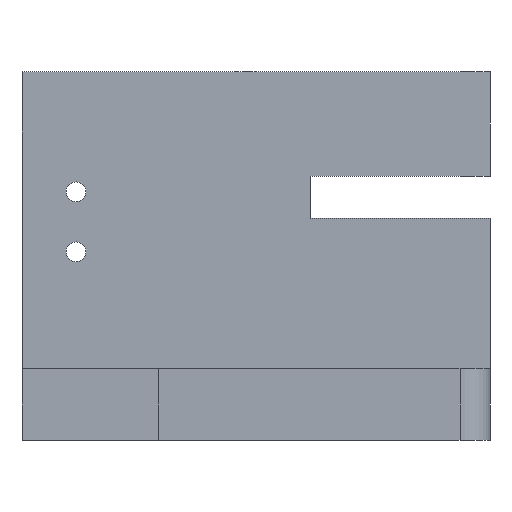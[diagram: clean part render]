
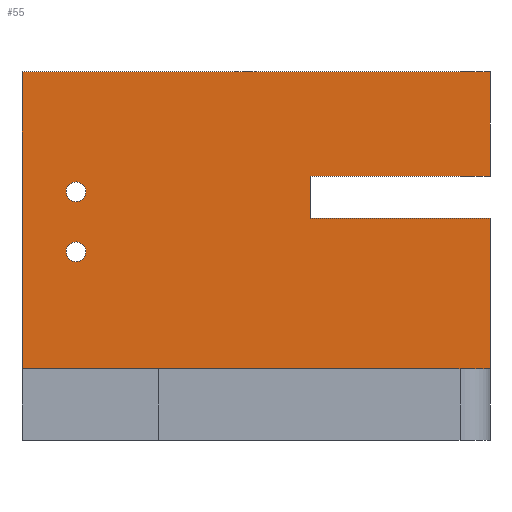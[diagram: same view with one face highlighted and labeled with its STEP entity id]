
A CAD part, front view. The second image highlights one B-rep face of the part: STEP entity #55.
In plain terms, the highlighted planar face has unit normal (0, -1, 0).
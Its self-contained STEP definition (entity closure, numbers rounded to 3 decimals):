
#55=ADVANCED_FACE('',(#122,#123,#124),#125,.T.);
#122=FACE_BOUND('',#207,.T.);
#123=FACE_BOUND('',#208,.T.);
#124=FACE_OUTER_BOUND('',#209,.T.);
#125=PLANE('',#210);
#207=EDGE_LOOP('',(#310));
#208=EDGE_LOOP('',(#311));
#209=EDGE_LOOP('',(#312,#313,#314,#315,#316,#317,#318,#319));
#210=AXIS2_PLACEMENT_3D('',#320,#321,#322);
#310=ORIENTED_EDGE('',*,*,#509,.T.);
#311=ORIENTED_EDGE('',*,*,#510,.T.);
#312=ORIENTED_EDGE('',*,*,#511,.F.);
#313=ORIENTED_EDGE('',*,*,#512,.F.);
#314=ORIENTED_EDGE('',*,*,#513,.F.);
#315=ORIENTED_EDGE('',*,*,#514,.T.);
#316=ORIENTED_EDGE('',*,*,#515,.F.);
#317=ORIENTED_EDGE('',*,*,#503,.F.);
#318=ORIENTED_EDGE('',*,*,#516,.T.);
#319=ORIENTED_EDGE('',*,*,#517,.T.);
#320=CARTESIAN_POINT('',(78.0,14.5,11.9));
#321=DIRECTION('',(0.0,-1.0,0.0));
#322=DIRECTION('',(0.0,0.0,-1.0));
#503=EDGE_CURVE('',#598,#600,#601,.T.);
#509=EDGE_CURVE('',#610,#610,#611,.T.);
#510=EDGE_CURVE('',#612,#612,#613,.T.);
#511=EDGE_CURVE('',#614,#615,#616,.T.);
#512=EDGE_CURVE('',#617,#614,#618,.T.);
#513=EDGE_CURVE('',#619,#617,#620,.T.);
#514=EDGE_CURVE('',#619,#621,#622,.T.);
#515=EDGE_CURVE('',#600,#621,#623,.T.);
#516=EDGE_CURVE('',#598,#624,#625,.T.);
#517=EDGE_CURVE('',#624,#615,#626,.T.);
#598=VERTEX_POINT('',#732);
#600=VERTEX_POINT('',#735);
#601=LINE('',#736,#737);
#610=VERTEX_POINT('',#750);
#611=CIRCLE('',#751,1.65);
#612=VERTEX_POINT('',#752);
#613=CIRCLE('',#753,1.65);
#614=VERTEX_POINT('',#754);
#615=VERTEX_POINT('',#755);
#616=LINE('',#756,#757);
#617=VERTEX_POINT('',#758);
#618=LINE('',#759,#760);
#619=VERTEX_POINT('',#761);
#620=LINE('',#762,#763);
#621=VERTEX_POINT('',#764);
#622=LINE('',#765,#766);
#623=LINE('',#767,#768);
#624=VERTEX_POINT('',#769);
#625=LINE('',#770,#771);
#626=LINE('',#772,#773);
#732=CARTESIAN_POINT('',(0.0,14.5,11.9));
#735=CARTESIAN_POINT('',(0.,14.5,61.4));
#736=CARTESIAN_POINT('',(0.,14.5,61.9));
#737=VECTOR('',#886,1.0);
#750=CARTESIAN_POINT('',(9.,14.5,43.05));
#751=AXIS2_PLACEMENT_3D('',#891,#892,#893);
#752=CARTESIAN_POINT('',(9.,14.5,33.05));
#753=AXIS2_PLACEMENT_3D('',#894,#895,#896);
#754=CARTESIAN_POINT('',(48.0,14.5,37.0));
#755=CARTESIAN_POINT('',(78.0,14.5,37.0));
#756=CARTESIAN_POINT('',(78.0,14.5,37.0));
#757=VECTOR('',#897,1.0);
#758=CARTESIAN_POINT('',(48.0,14.5,44.0));
#759=CARTESIAN_POINT('',(48.0,14.5,11.9));
#760=VECTOR('',#898,1.0);
#761=CARTESIAN_POINT('',(78.0,14.5,44.0));
#762=CARTESIAN_POINT('',(78.0,14.5,44.0));
#763=VECTOR('',#899,1.0);
#764=CARTESIAN_POINT('',(78.0,14.5,61.4));
#765=CARTESIAN_POINT('',(78.0,14.5,61.9));
#766=VECTOR('',#900,1.0);
#767=CARTESIAN_POINT('',(0.,14.5,61.4));
#768=VECTOR('',#901,1.0);
#769=CARTESIAN_POINT('',(78.0,14.5,11.9));
#770=CARTESIAN_POINT('',(0.,14.5,11.9));
#771=VECTOR('',#902,1.0);
#772=CARTESIAN_POINT('',(78.0,14.5,61.9));
#773=VECTOR('',#903,1.0);
#886=DIRECTION('',(0.0,0.0,1.0));
#891=CARTESIAN_POINT('',(9.,14.5,41.4));
#892=DIRECTION('',(0.0,1.0,0.0));
#893=DIRECTION('',(0.0,0.0,1.0));
#894=CARTESIAN_POINT('',(9.,14.5,31.4));
#895=DIRECTION('',(0.0,1.0,0.0));
#896=DIRECTION('',(0.0,0.0,1.0));
#897=DIRECTION('',(1.0,0.0,0.0));
#898=DIRECTION('',(0.0,0.0,-1.0));
#899=DIRECTION('',(-1.0,0.0,0.0));
#900=DIRECTION('',(0.0,0.0,1.0));
#901=DIRECTION('',(1.0,0.0,0.0));
#902=DIRECTION('',(1.0,0.0,0.0));
#903=DIRECTION('',(0.0,0.0,1.0));
